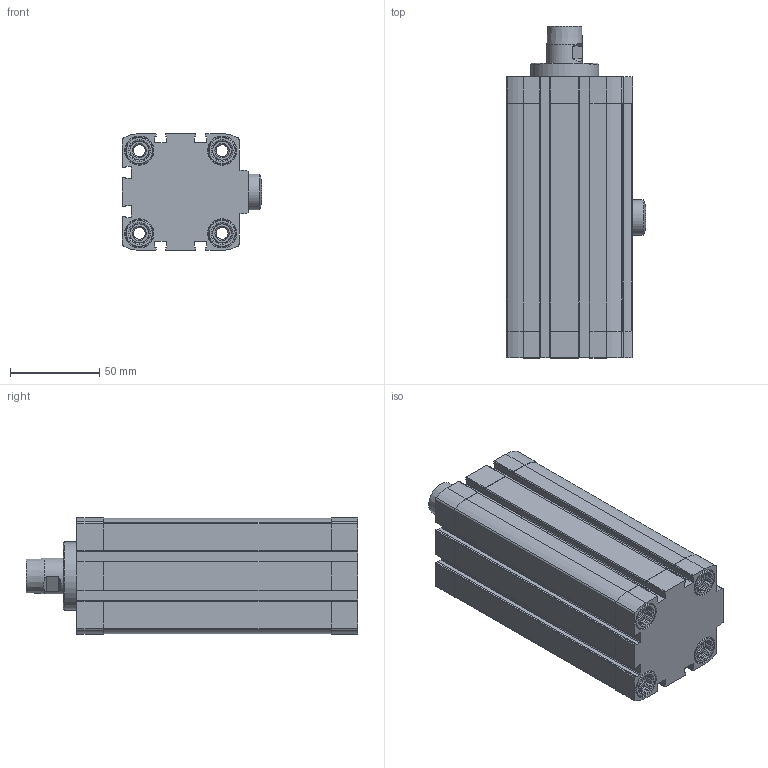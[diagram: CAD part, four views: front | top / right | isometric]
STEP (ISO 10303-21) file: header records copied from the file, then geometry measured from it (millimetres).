
FILE_DESCRIPTION(/* description */ ('STEP AP214'),/* implementation_level */ '2;1');
FILE_NAME(/* name */ '535500_CLR-50-20-L-P-A-K11-R8',/* time_stamp */ '2024-08-05T18:23:58+02:00',/* author */ ('License CC BY-ND 4.0'),/* organization */ ('CADENAS'),/* preprocessor_version */ 'ST-DEVELOPER v19.3',/* originating_system */ 'PARTsolutions',/* authorisation */ ' ');
FILE_SCHEMA (('AUTOMOTIVE_DESIGN {1 0 10303 214 3 1 1}'));
Length unit declared in the file: millimetre
Products named in the file (4): 535500 CLR-50-20-L-P-A-K11-R8---(0); 535500 CLR-50-20-L-P-A-K11-R8---(0_2_0_0)---(ZR); 535500 CLR-50-20-L-P-A-K11-R8---(KS); 669853 CLR-50---(FS)
Assembly tree (3 placements, depth 2):
  535500 CLR-50-20-L-P-A-K11-R8---(0)
    535500 CLR-50-20-L-P-A-K11-R8---(0_2_0_0)---(ZR)
    535500 CLR-50-20-L-P-A-K11-R8---(KS)
    669853 CLR-50---(FS)
Bounding box: 78.2 x 186.4 x 65.5 mm (x, y, z)
Volume: 490330.6 mm3; surface area: 132692.9 mm2
Topology: 3 solids, 3 shells, 659 faces, 1797 edges, 1183 vertices
Faces by surface type: plane 443, cylinder 166, cone 45, torus 4, sphere 1
Full cylindrical faces by diameter (mm): 6.647 x8, 8.376 x1, 8.566 x2, 9.9 x1, 10 x1, 10.106 x1, 10.5 x4, 10.6 x8, 11.6 x1, 12 x1, 15.4 x1, 15.5 x8, 16.4 x8, 20 x3, 38.2 x1, 50 x1
Entity records: 20490 total; most frequent: CARTESIAN_POINT 4082, DIRECTION 3378, ORIENTED_EDGE 3342, EDGE_CURVE 1671, AXIS2_PLACEMENT_3D 1237, VERTEX_POINT 1161, LINE 904, VECTOR 904
